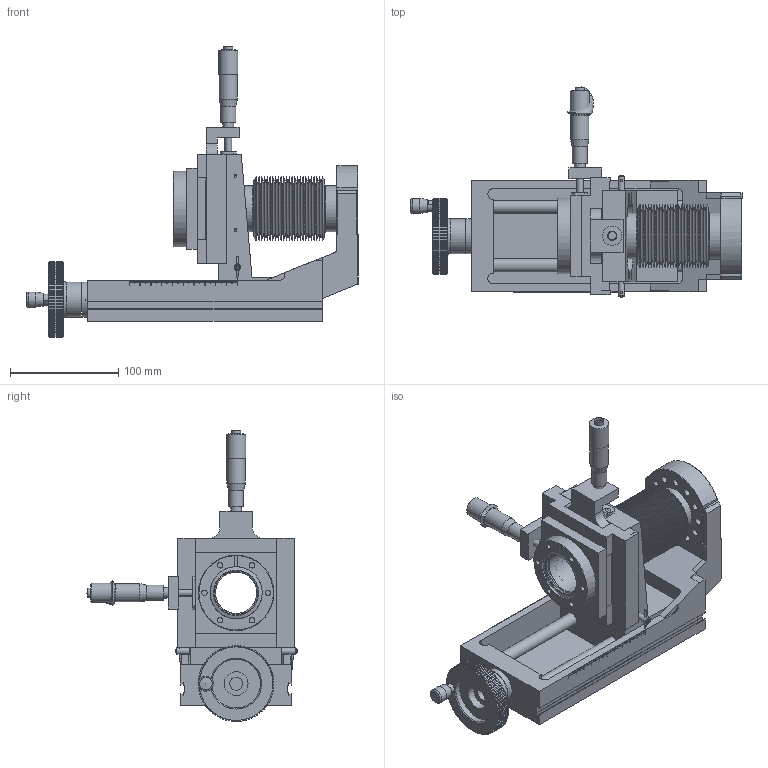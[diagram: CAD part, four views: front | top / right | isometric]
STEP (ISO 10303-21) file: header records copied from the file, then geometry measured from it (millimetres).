
FILE_DESCRIPTION(('FreeCAD Model'),'2;1');
FILE_NAME('621-XYZ-100-C40.step','2016-06-07T17:00:53',(''),( 'Allectra GmbH'),'Open CASCADE STEP processor 6.8','FreeCAD', 'Unknown');
FILE_SCHEMA(('AUTOMOTIVE_DESIGN_CC2 { 1 2 10303 214 -1 1 5 4 }'));
Length unit declared in the file: millimetre
Products named in the file (236): 132; 131; 121; 113; 114; 115; 117; 126; 119; 116; 118; 112; 323; 137; 143; 319; 140; 134; 139; 142; 187; 188; 191; 130; 181; 190; 275; 307; 305; 300; 314; 309; 299; 273; 311; 291; 297; 276; 310; 271 ...
Bounding box: 307 x 194.22 x 269.06 mm (x, y, z)
Volume: 1284600.8 mm3; surface area: 476169.8 mm2
Topology: 236 solids, 236 shells, 2594 faces, 6113 edges, 4031 vertices
Faces by surface type: plane 1765, cylinder 646, cone 161, torus 19, revolution 2, sphere 1
Full cylindrical faces by diameter (mm): 2 x2, 2.1 x4, 2.459 x22, 3 x2, 3.14 x4, 3.242 x6, 3.3 x2, 4 x8, 4.917 x3, 5 x8, 6 x7, 6.3 x2, 6.35 x6, 6.4 x2, 6.6 x6, 6.647 x1, 7.3 x2, 7.459 x2, 7.53 x4, 8 x2, 8.5 x2, 10 x6, 12 x3, 14 x6, 17 x2, 18 x2, 19 x1, 22 x1, 32.4 x2, 38.2 x1
Entity records: 259949 total; most frequent: CARTESIAN_POINT 135755, DIRECTION 20018, ORIENTED_EDGE 12190, PCURVE 12190, DEFINITIONAL_REPRESENTATION 12190, LINE 10801, VECTOR 10801, EDGE_CURVE 6095
